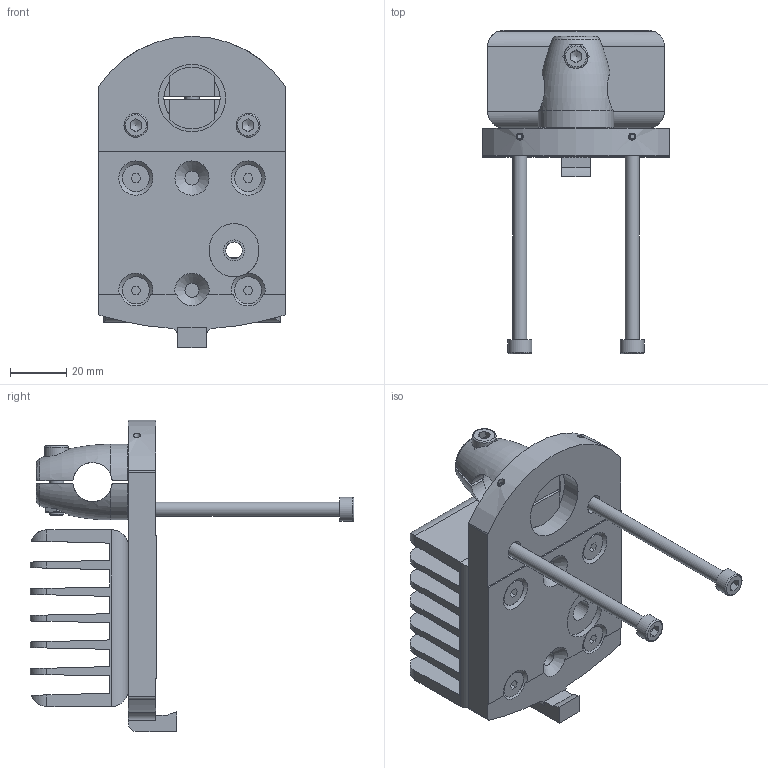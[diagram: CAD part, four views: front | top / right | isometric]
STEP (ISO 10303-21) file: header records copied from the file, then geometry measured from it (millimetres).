
FILE_DESCRIPTION (( 'STEP AP214' ), '1' );
FILE_NAME ('E3D302.STEP', '2024-01-10T10:47:46', ( '' ), ( '' ), 'SwSTEP 2.0', 'SolidWorks 2023', '' );
FILE_SCHEMA (( 'AUTOMOTIVE_DESIGN' ));
Length unit declared in the file: inch
Products named in the file (1): E3D302
Bounding box: 67 x 115.4 x 110.93 mm (x, y, z)
Volume: 135002.2 mm3; surface area: 62540.1 mm2
Topology: 10 solids, 10 shells, 387 faces, 1008 edges, 654 vertices
Faces by surface type: plane 215, cylinder 99, cone 62, bspline 9, torus 2
Full cylindrical faces by diameter (mm): 2.5 x4, 4.134 x3, 5 x13, 5.5 x2, 6 x2, 7.5 x1, 8.5 x3, 9.64 x4, 20 x1, 24 x1
Entity records: 12347 total; most frequent: CARTESIAN_POINT 3487, ORIENTED_EDGE 1804, DIRECTION 1676, EDGE_CURVE 902, VERTEX_POINT 615, AXIS2_PLACEMENT_3D 597, EDGE_LOOP 501, LINE 482
